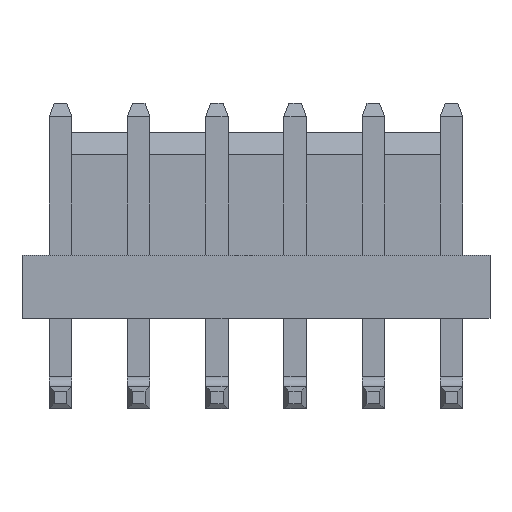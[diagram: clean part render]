
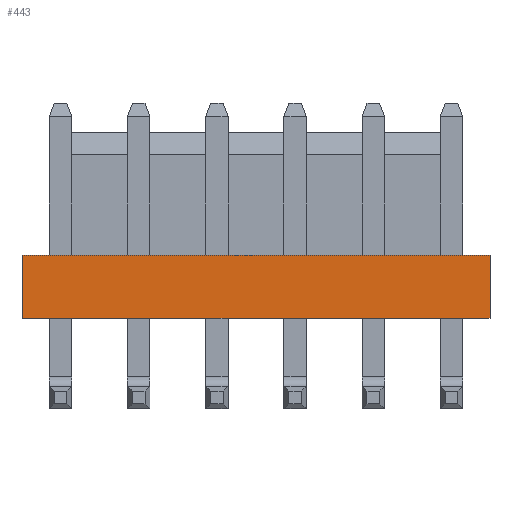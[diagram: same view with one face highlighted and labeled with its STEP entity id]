
A CAD part, front view. The second image highlights one B-rep face of the part: STEP entity #443.
In plain terms, the highlighted face is planar.
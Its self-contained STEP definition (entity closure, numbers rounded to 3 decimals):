
#40 = LINE ( 'NONE', #841, #369 ) ;
#62 = EDGE_CURVE ( 'NONE', #1376, #265, #1097, .T. ) ;
#203 = DIRECTION ( 'NONE',  ( 0., -1., 0. ) ) ;
#208 = CARTESIAN_POINT ( 'NONE',  ( -1.95, 0., 4.8 ) ) ;
#236 = CARTESIAN_POINT ( 'NONE',  ( -1.95, 3.2, 4.8 ) ) ;
#265 = VERTEX_POINT ( 'NONE', #1191 ) ;
#320 = DIRECTION ( 'NONE',  ( 1., 0., 0. ) ) ;
#328 = DIRECTION ( 'NONE',  ( 1., 0., 0. ) ) ;
#348 = PLANE ( 'NONE',  #639 ) ;
#350 = CARTESIAN_POINT ( 'NONE',  ( -1.95, 0., 4.8 ) ) ;
#369 = VECTOR ( 'NONE', #203, 1000. ) ;
#443 = ADVANCED_FACE ( 'NONE', ( #1067 ), #348, .T. ) ;
#466 = DIRECTION ( 'NONE',  ( 1., 0., 0. ) ) ;
#479 = VERTEX_POINT ( 'NONE', #236 ) ;
#610 = DIRECTION ( 'NONE',  ( 0., -1., 0. ) ) ;
#639 = AXIS2_PLACEMENT_3D ( 'NONE', #1680, #805, #320 ) ;
#756 = LINE ( 'NONE', #1353, #1575 ) ;
#803 = ORIENTED_EDGE ( 'NONE', *, *, #62, .T. ) ;
#805 = DIRECTION ( 'NONE',  ( 0., 0., 1. ) ) ;
#841 = CARTESIAN_POINT ( 'NONE',  ( -1.95, 3.2, 4.8 ) ) ;
#862 = EDGE_LOOP ( 'NONE', ( #866, #1908, #1033, #803 ) ) ;
#866 = ORIENTED_EDGE ( 'NONE', *, *, #1963, .F. ) ;
#895 = EDGE_CURVE ( 'NONE', #479, #1376, #40, .T. ) ;
#1033 = ORIENTED_EDGE ( 'NONE', *, *, #895, .T. ) ;
#1060 = VECTOR ( 'NONE', #328, 1000. ) ;
#1067 = FACE_OUTER_BOUND ( 'NONE', #862, .T. ) ;
#1097 = LINE ( 'NONE', #350, #1060 ) ;
#1178 = EDGE_CURVE ( 'NONE', #479, #1494, #1964, .T. ) ;
#1191 = CARTESIAN_POINT ( 'NONE',  ( 21.75, 0., 4.8 ) ) ;
#1192 = VECTOR ( 'NONE', #466, 1000. ) ;
#1353 = CARTESIAN_POINT ( 'NONE',  ( 21.75, 3.2, 4.8 ) ) ;
#1376 = VERTEX_POINT ( 'NONE', #208 ) ;
#1383 = CARTESIAN_POINT ( 'NONE',  ( 21.75, 3.2, 4.8 ) ) ;
#1494 = VERTEX_POINT ( 'NONE', #1383 ) ;
#1575 = VECTOR ( 'NONE', #610, 1000. ) ;
#1680 = CARTESIAN_POINT ( 'NONE',  ( -1.95, 0., 4.8 ) ) ;
#1827 = CARTESIAN_POINT ( 'NONE',  ( -1.95, 3.2, 4.8 ) ) ;
#1908 = ORIENTED_EDGE ( 'NONE', *, *, #1178, .F. ) ;
#1963 = EDGE_CURVE ( 'NONE', #1494, #265, #756, .T. ) ;
#1964 = LINE ( 'NONE', #1827, #1192 ) ;
